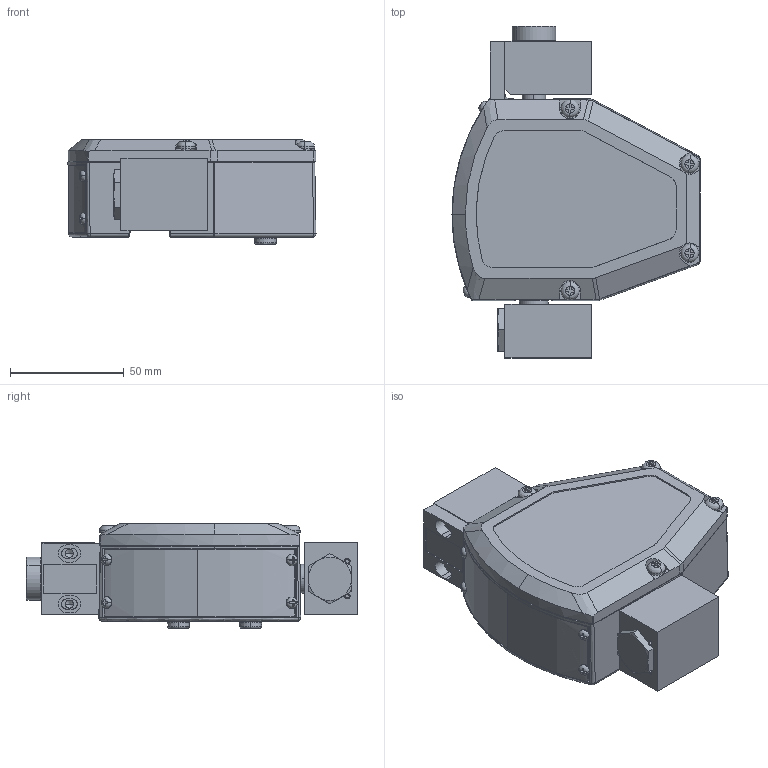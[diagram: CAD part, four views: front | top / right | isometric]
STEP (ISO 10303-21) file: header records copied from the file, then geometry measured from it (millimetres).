
FILE_DESCRIPTION (( 'STEP AP203' ), '1' );
FILE_NAME ('3750C-ABCDEF-1-A-A-A-A-D.STEP', '2019-06-06T18:12:50', ( '' ), ( '' ), 'SwSTEP 2.0', 'SolidWorks 2019', '' );
FILE_SCHEMA (( 'CONFIG_CONTROL_DESIGN' ));
Length unit declared in the file: inch
Products named in the file (1): 3750C-ABCDEF-1-A-A-A-A-D
Bounding box: 108.86 x 145.69 x 46.05 mm (x, y, z)
Volume: 158057.4 mm3; surface area: 96861.8 mm2
Topology: 19 solids, 21 shells, 975 faces, 2470 edges, 1550 vertices
Faces by surface type: plane 374, cylinder 270, cone 179, bspline 144, torus 8
Entity records: 34873 total; most frequent: CARTESIAN_POINT 12979, ORIENTED_EDGE 4836, DIRECTION 4119, EDGE_CURVE 2418, VERTEX_POINT 1550, AXIS2_PLACEMENT_3D 1532, EDGE_LOOP 1070, LINE 1055
